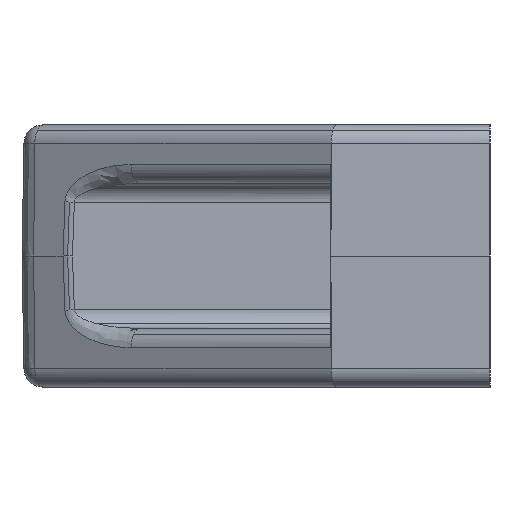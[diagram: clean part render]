
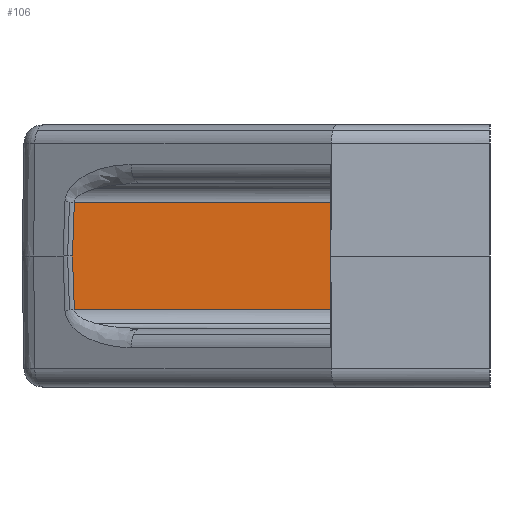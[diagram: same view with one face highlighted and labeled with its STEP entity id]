
A CAD part, left-side view. The second image highlights one B-rep face of the part: STEP entity #106.
In plain terms, the highlighted planar face has unit normal (-1, 0, 0).
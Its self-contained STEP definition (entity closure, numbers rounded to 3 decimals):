
#106=ADVANCED_FACE('',(#285),#286,.F.);
#285=FACE_OUTER_BOUND('',#835,.T.);
#286=PLANE('',#836);
#835=EDGE_LOOP('',(#1399,#1400,#1401,#1402,#1403));
#836=AXIS2_PLACEMENT_3D('',#1404,#1405,#1406);
#1399=ORIENTED_EDGE('',*,*,#1962,.F.);
#1400=ORIENTED_EDGE('',*,*,#1903,.F.);
#1401=ORIENTED_EDGE('',*,*,#2026,.F.);
#1402=ORIENTED_EDGE('',*,*,#2024,.F.);
#1403=ORIENTED_EDGE('',*,*,#1954,.F.);
#1404=CARTESIAN_POINT('',(7.75,17.0,-7.75));
#1405=DIRECTION('',(1.0,0.0,0.));
#1406=DIRECTION('',(0.,0.0,-1.0));
#1903=EDGE_CURVE('',#2244,#2246,#2247,.T.);
#1954=EDGE_CURVE('',#2343,#2345,#2346,.T.);
#1962=EDGE_CURVE('',#2246,#2343,#2358,.T.);
#2024=EDGE_CURVE('',#2345,#2445,#2446,.T.);
#2026=EDGE_CURVE('',#2445,#2244,#2448,.T.);
#2244=VERTEX_POINT('',#2731);
#2246=VERTEX_POINT('',#2733);
#2247=LINE('',#2734,#2735);
#2343=VERTEX_POINT('',#2856);
#2345=VERTEX_POINT('',#2858);
#2346=LINE('',#2859,#2860);
#2358=LINE('',#2875,#2876);
#2445=VERTEX_POINT('',#2992);
#2446=LINE('',#2993,#2994);
#2448=LINE('',#2996,#2997);
#2731=CARTESIAN_POINT('',(7.75,17.0,-5.75));
#2733=CARTESIAN_POINT('',(7.75,44.409,-5.75));
#2734=CARTESIAN_POINT('',(7.75,17.0,-5.75));
#2735=VECTOR('',#3297,10.0);
#2856=CARTESIAN_POINT('',(7.75,44.609,0.));
#2858=CARTESIAN_POINT('',(7.75,44.409,5.75));
#2859=CARTESIAN_POINT('',(7.75,44.711,-2.908));
#2860=VECTOR('',#3398,10.0);
#2875=CARTESIAN_POINT('',(7.75,44.46,-4.279));
#2876=VECTOR('',#3414,10.0);
#2992=CARTESIAN_POINT('',(7.75,17.0,5.75));
#2993=CARTESIAN_POINT('',(7.75,17.0,5.75));
#2994=VECTOR('',#3540,10.0);
#2996=CARTESIAN_POINT('',(7.75,17.0,7.75));
#2997=VECTOR('',#3544,10.0);
#3297=DIRECTION('',(0.0,1.0,0.0));
#3398=DIRECTION('',(0.,-0.035,0.999));
#3414=DIRECTION('',(0.,0.035,0.999));
#3540=DIRECTION('',(-0.0,-1.0,-0.0));
#3544=DIRECTION('',(0.,0.0,-1.0));
